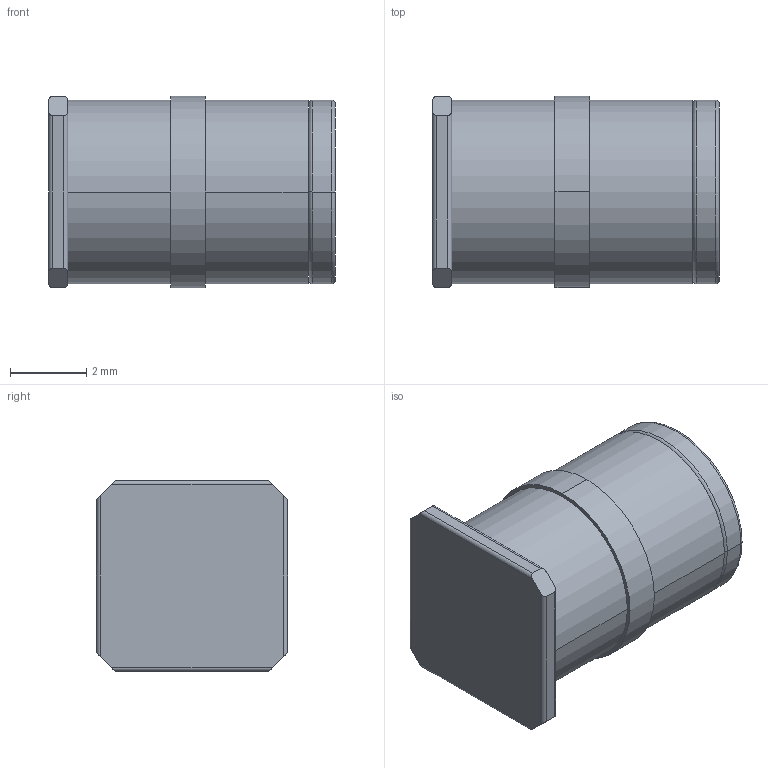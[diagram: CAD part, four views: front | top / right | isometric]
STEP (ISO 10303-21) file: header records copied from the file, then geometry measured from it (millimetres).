
FILE_DESCRIPTION((''),'2;1');
FILE_NAME('2030-XXT-SM','2012-07-30T',('ryans'),('Bourns, Inc.'),'PRO/ENGINEER BY PARAMETRIC TECHNOLOGY CORPORATION, 2010100','PRO/ENGINEER BY PARAMETRIC TECHNOLOGY CORPORATION, 2010100','');
FILE_SCHEMA(('CONFIG_CONTROL_DESIGN'));
Length unit declared in the file: millimetre
Products named in the file (1): 2030-XXT-SM
Bounding box: 7.5 x 5 x 5 mm (x, y, z)
Volume: 137.5 mm3; surface area: 199.1 mm2
Topology: 2 solids, 2 shells, 43 faces, 98 edges, 62 vertices
Faces by surface type: cylinder 20, plane 19, torus 4
Entity records: 1326 total; most frequent: CARTESIAN_POINT 315, DIRECTION 202, ORIENTED_EDGE 196, EDGE_CURVE 98, AXIS2_PLACEMENT_3D 77, VERTEX_POINT 62, VECTOR 48, LINE 48
